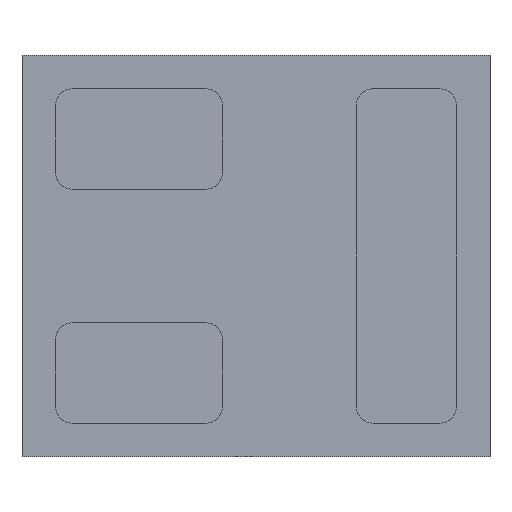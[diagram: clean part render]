
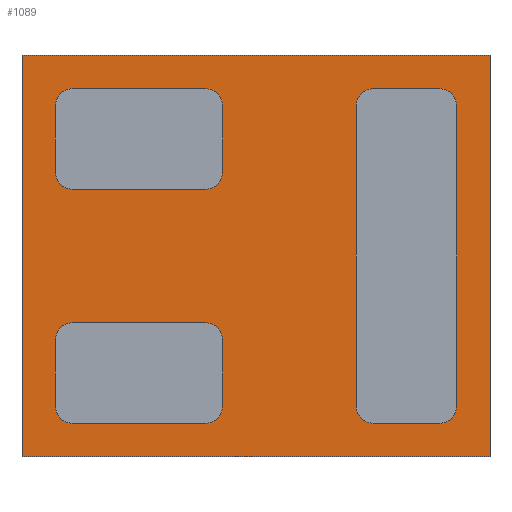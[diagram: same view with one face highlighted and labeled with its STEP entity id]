
A CAD part, front view. The second image highlights one B-rep face of the part: STEP entity #1089.
In plain terms, the highlighted planar face has unit normal (0, -1, 0).
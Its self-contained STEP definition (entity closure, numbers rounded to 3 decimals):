
#59=CIRCLE('',#1176,0.025);
#60=CIRCLE('',#1178,0.025);
#61=CIRCLE('',#1181,0.025);
#62=CIRCLE('',#1184,0.025);
#64=CIRCLE('',#1188,0.025);
#68=CIRCLE('',#1196,0.025);
#69=CIRCLE('',#1199,0.025);
#70=CIRCLE('',#1202,0.025);
#75=CIRCLE('',#1210,0.025);
#76=CIRCLE('',#1212,0.025);
#77=CIRCLE('',#1215,0.025);
#78=CIRCLE('',#1218,0.025);
#223=ORIENTED_EDGE('',*,*,#417,.T.);
#224=ORIENTED_EDGE('',*,*,#429,.T.);
#225=ORIENTED_EDGE('',*,*,#438,.T.);
#226=ORIENTED_EDGE('',*,*,#436,.T.);
#227=ORIENTED_EDGE('',*,*,#434,.T.);
#228=ORIENTED_EDGE('',*,*,#432,.T.);
#229=ORIENTED_EDGE('',*,*,#430,.T.);
#230=ORIENTED_EDGE('',*,*,#426,.T.);
#231=ORIENTED_EDGE('',*,*,#487,.F.);
#232=ORIENTED_EDGE('',*,*,#488,.F.);
#233=ORIENTED_EDGE('',*,*,#489,.F.);
#234=ORIENTED_EDGE('',*,*,#490,.F.);
#235=ORIENTED_EDGE('',*,*,#465,.T.);
#236=ORIENTED_EDGE('',*,*,#477,.T.);
#237=ORIENTED_EDGE('',*,*,#486,.T.);
#238=ORIENTED_EDGE('',*,*,#484,.T.);
#239=ORIENTED_EDGE('',*,*,#482,.T.);
#240=ORIENTED_EDGE('',*,*,#480,.T.);
#241=ORIENTED_EDGE('',*,*,#478,.T.);
#242=ORIENTED_EDGE('',*,*,#474,.T.);
#243=ORIENTED_EDGE('',*,*,#450,.F.);
#244=ORIENTED_EDGE('',*,*,#441,.F.);
#245=ORIENTED_EDGE('',*,*,#453,.F.);
#246=ORIENTED_EDGE('',*,*,#455,.F.);
#247=ORIENTED_EDGE('',*,*,#457,.F.);
#248=ORIENTED_EDGE('',*,*,#459,.F.);
#249=ORIENTED_EDGE('',*,*,#461,.F.);
#250=ORIENTED_EDGE('',*,*,#462,.F.);
#417=EDGE_CURVE('',#574,#573,#677,.T.);
#426=EDGE_CURVE('',#581,#574,#59,.T.);
#429=EDGE_CURVE('',#573,#582,#60,.T.);
#430=EDGE_CURVE('',#583,#581,#684,.T.);
#432=EDGE_CURVE('',#584,#583,#61,.T.);
#434=EDGE_CURVE('',#585,#584,#687,.T.);
#436=EDGE_CURVE('',#586,#585,#62,.T.);
#438=EDGE_CURVE('',#582,#586,#690,.T.);
#441=EDGE_CURVE('',#589,#590,#64,.F.);
#450=EDGE_CURVE('',#590,#597,#697,.T.);
#453=EDGE_CURVE('',#598,#589,#700,.T.);
#455=EDGE_CURVE('',#599,#598,#68,.F.);
#457=EDGE_CURVE('',#600,#599,#703,.T.);
#459=EDGE_CURVE('',#601,#600,#69,.F.);
#461=EDGE_CURVE('',#602,#601,#706,.T.);
#462=EDGE_CURVE('',#597,#602,#70,.F.);
#465=EDGE_CURVE('',#606,#605,#709,.T.);
#474=EDGE_CURVE('',#613,#606,#75,.T.);
#477=EDGE_CURVE('',#605,#614,#76,.T.);
#478=EDGE_CURVE('',#615,#613,#716,.T.);
#480=EDGE_CURVE('',#616,#615,#77,.T.);
#482=EDGE_CURVE('',#617,#616,#719,.T.);
#484=EDGE_CURVE('',#618,#617,#78,.T.);
#486=EDGE_CURVE('',#614,#618,#722,.T.);
#487=EDGE_CURVE('',#619,#620,#723,.T.);
#488=EDGE_CURVE('',#621,#619,#724,.T.);
#489=EDGE_CURVE('',#622,#621,#725,.T.);
#490=EDGE_CURVE('',#620,#622,#726,.T.);
#573=VERTEX_POINT('',#1624);
#574=VERTEX_POINT('',#1626);
#581=VERTEX_POINT('',#1644);
#582=VERTEX_POINT('',#1648);
#583=VERTEX_POINT('',#1652);
#584=VERTEX_POINT('',#1656);
#585=VERTEX_POINT('',#1660);
#586=VERTEX_POINT('',#1664);
#589=VERTEX_POINT('',#1673);
#590=VERTEX_POINT('',#1675);
#597=VERTEX_POINT('',#1693);
#598=VERTEX_POINT('',#1697);
#599=VERTEX_POINT('',#1701);
#600=VERTEX_POINT('',#1705);
#601=VERTEX_POINT('',#1709);
#602=VERTEX_POINT('',#1713);
#605=VERTEX_POINT('',#1722);
#606=VERTEX_POINT('',#1724);
#613=VERTEX_POINT('',#1742);
#614=VERTEX_POINT('',#1746);
#615=VERTEX_POINT('',#1750);
#616=VERTEX_POINT('',#1754);
#617=VERTEX_POINT('',#1758);
#618=VERTEX_POINT('',#1762);
#619=VERTEX_POINT('',#1768);
#620=VERTEX_POINT('',#1769);
#621=VERTEX_POINT('',#1771);
#622=VERTEX_POINT('',#1773);
#677=LINE('',#1625,#785);
#684=LINE('',#1651,#792);
#687=LINE('',#1659,#795);
#690=LINE('',#1667,#798);
#697=LINE('',#1692,#805);
#700=LINE('',#1698,#808);
#703=LINE('',#1706,#811);
#706=LINE('',#1714,#814);
#709=LINE('',#1723,#817);
#716=LINE('',#1749,#824);
#719=LINE('',#1757,#827);
#722=LINE('',#1765,#830);
#723=LINE('',#1767,#831);
#724=LINE('',#1770,#832);
#725=LINE('',#1772,#833);
#726=LINE('',#1774,#834);
#785=VECTOR('',#1288,1000.);
#792=VECTOR('',#1315,1000.);
#795=VECTOR('',#1324,1000.);
#798=VECTOR('',#1333,1000.);
#805=VECTOR('',#1356,1000.);
#808=VECTOR('',#1361,1000.);
#811=VECTOR('',#1370,1000.);
#814=VECTOR('',#1379,1000.);
#817=VECTOR('',#1388,1000.);
#824=VECTOR('',#1415,1000.);
#827=VECTOR('',#1424,1000.);
#830=VECTOR('',#1433,1000.);
#831=VECTOR('',#1436,1000.);
#832=VECTOR('',#1437,1000.);
#833=VECTOR('',#1438,1000.);
#834=VECTOR('',#1439,1000.);
#918=EDGE_LOOP('',(#223,#224,#225,#226,#227,#228,#229,#230));
#919=EDGE_LOOP('',(#231,#232,#233,#234));
#920=EDGE_LOOP('',(#235,#236,#237,#238,#239,#240,#241,#242));
#921=EDGE_LOOP('',(#243,#244,#245,#246,#247,#248,#249,#250));
#984=FACE_BOUND('',#918,.T.);
#985=FACE_BOUND('',#919,.T.);
#986=FACE_BOUND('',#920,.T.);
#987=FACE_BOUND('',#921,.T.);
#1038=PLANE('',#1220);
#1089=ADVANCED_FACE('',(#984,#985,#986,#987),#1038,.F.);
#1176=AXIS2_PLACEMENT_3D('',#1643,#1305,#1306);
#1178=AXIS2_PLACEMENT_3D('',#1649,#1311,#1312);
#1181=AXIS2_PLACEMENT_3D('',#1655,#1319,#1320);
#1184=AXIS2_PLACEMENT_3D('',#1663,#1328,#1329);
#1188=AXIS2_PLACEMENT_3D('',#1674,#1339,#1340);
#1196=AXIS2_PLACEMENT_3D('',#1702,#1365,#1366);
#1199=AXIS2_PLACEMENT_3D('',#1710,#1374,#1375);
#1202=AXIS2_PLACEMENT_3D('',#1716,#1382,#1383);
#1210=AXIS2_PLACEMENT_3D('',#1741,#1405,#1406);
#1212=AXIS2_PLACEMENT_3D('',#1747,#1411,#1412);
#1215=AXIS2_PLACEMENT_3D('',#1753,#1419,#1420);
#1218=AXIS2_PLACEMENT_3D('',#1761,#1428,#1429);
#1220=AXIS2_PLACEMENT_3D('',#1766,#1434,#1435);
#1288=DIRECTION('',(0.,0.,1.));
#1305=DIRECTION('',(0.,1.,0.));
#1306=DIRECTION('',(0.,0.,1.));
#1311=DIRECTION('',(0.,1.,0.));
#1312=DIRECTION('',(0.,0.,1.));
#1315=DIRECTION('',(-1.,0.,0.));
#1319=DIRECTION('',(0.,1.,0.));
#1320=DIRECTION('',(0.,0.,1.));
#1324=DIRECTION('',(0.,0.,-1.));
#1328=DIRECTION('',(0.,1.,0.));
#1329=DIRECTION('',(0.,0.,1.));
#1333=DIRECTION('',(1.,0.,0.));
#1339=DIRECTION('',(0.,1.,0.));
#1340=DIRECTION('',(0.,0.,1.));
#1356=DIRECTION('',(0.,0.,-1.));
#1361=DIRECTION('',(-1.,0.,0.));
#1365=DIRECTION('',(0.,1.,0.));
#1366=DIRECTION('',(0.,0.,1.));
#1370=DIRECTION('',(0.,0.,1.));
#1374=DIRECTION('',(0.,1.,0.));
#1375=DIRECTION('',(0.,0.,1.));
#1379=DIRECTION('',(1.,0.,0.));
#1382=DIRECTION('',(0.,1.,0.));
#1383=DIRECTION('',(0.,0.,1.));
#1388=DIRECTION('',(1.,0.,0.));
#1405=DIRECTION('',(0.,1.,0.));
#1406=DIRECTION('',(0.,0.,1.));
#1411=DIRECTION('',(0.,1.,0.));
#1412=DIRECTION('',(0.,0.,1.));
#1415=DIRECTION('',(0.,0.,1.));
#1419=DIRECTION('',(0.,1.,0.));
#1420=DIRECTION('',(0.,0.,1.));
#1424=DIRECTION('',(-1.,0.,0.));
#1428=DIRECTION('',(0.,1.,0.));
#1429=DIRECTION('',(0.,0.,1.));
#1433=DIRECTION('',(0.,0.,-1.));
#1434=DIRECTION('',(0.,1.,0.));
#1435=DIRECTION('',(0.,0.,1.));
#1436=DIRECTION('',(1.,0.,0.));
#1437=DIRECTION('',(0.,0.,1.));
#1438=DIRECTION('',(-1.,0.,0.));
#1439=DIRECTION('',(0.,0.,-1.));
#1624=CARTESIAN_POINT('',(-0.3,-0.225,0.225));
#1625=CARTESIAN_POINT('',(-0.3,-0.225,0.));
#1626=CARTESIAN_POINT('',(-0.3,-0.225,0.125));
#1643=CARTESIAN_POINT('',(-0.275,-0.225,0.125));
#1644=CARTESIAN_POINT('',(-0.275,-0.225,0.1));
#1648=CARTESIAN_POINT('',(-0.275,-0.225,0.25));
#1649=CARTESIAN_POINT('',(-0.275,-0.225,0.225));
#1651=CARTESIAN_POINT('',(0.,-0.225,0.1));
#1652=CARTESIAN_POINT('',(-0.075,-0.225,0.1));
#1655=CARTESIAN_POINT('',(-0.075,-0.225,0.125));
#1656=CARTESIAN_POINT('',(-0.05,-0.225,0.125));
#1659=CARTESIAN_POINT('',(-0.05,-0.225,0.));
#1660=CARTESIAN_POINT('',(-0.05,-0.225,0.225));
#1663=CARTESIAN_POINT('',(-0.075,-0.225,0.225));
#1664=CARTESIAN_POINT('',(-0.075,-0.225,0.25));
#1667=CARTESIAN_POINT('',(0.,-0.225,0.25));
#1673=CARTESIAN_POINT('',(-0.275,-0.225,-0.1));
#1674=CARTESIAN_POINT('',(-0.275,-0.225,-0.125));
#1675=CARTESIAN_POINT('',(-0.3,-0.225,-0.125));
#1692=CARTESIAN_POINT('',(-0.3,-0.225,0.));
#1693=CARTESIAN_POINT('',(-0.3,-0.225,-0.225));
#1697=CARTESIAN_POINT('',(-0.075,-0.225,-0.1));
#1698=CARTESIAN_POINT('',(0.,-0.225,-0.1));
#1701=CARTESIAN_POINT('',(-0.05,-0.225,-0.125));
#1702=CARTESIAN_POINT('',(-0.075,-0.225,-0.125));
#1705=CARTESIAN_POINT('',(-0.05,-0.225,-0.225));
#1706=CARTESIAN_POINT('',(-0.05,-0.225,0.));
#1709=CARTESIAN_POINT('',(-0.075,-0.225,-0.25));
#1710=CARTESIAN_POINT('',(-0.075,-0.225,-0.225));
#1713=CARTESIAN_POINT('',(-0.275,-0.225,-0.25));
#1714=CARTESIAN_POINT('',(0.,-0.225,-0.25));
#1716=CARTESIAN_POINT('',(-0.275,-0.225,-0.225));
#1722=CARTESIAN_POINT('',(0.275,-0.225,0.25));
#1723=CARTESIAN_POINT('',(0.,-0.225,0.25));
#1724=CARTESIAN_POINT('',(0.175,-0.225,0.25));
#1741=CARTESIAN_POINT('',(0.175,-0.225,0.225));
#1742=CARTESIAN_POINT('',(0.15,-0.225,0.225));
#1746=CARTESIAN_POINT('',(0.3,-0.225,0.225));
#1747=CARTESIAN_POINT('',(0.275,-0.225,0.225));
#1749=CARTESIAN_POINT('',(0.15,-0.225,0.));
#1750=CARTESIAN_POINT('',(0.15,-0.225,-0.225));
#1753=CARTESIAN_POINT('',(0.175,-0.225,-0.225));
#1754=CARTESIAN_POINT('',(0.175,-0.225,-0.25));
#1757=CARTESIAN_POINT('',(0.,-0.225,-0.25));
#1758=CARTESIAN_POINT('',(0.275,-0.225,-0.25));
#1761=CARTESIAN_POINT('',(0.275,-0.225,-0.225));
#1762=CARTESIAN_POINT('',(0.3,-0.225,-0.225));
#1765=CARTESIAN_POINT('',(0.3,-0.225,0.));
#1766=CARTESIAN_POINT('',(0.,-0.225,0.));
#1767=CARTESIAN_POINT('',(-0.35,-0.225,0.3));
#1768=CARTESIAN_POINT('',(-0.35,-0.225,0.3));
#1769=CARTESIAN_POINT('',(0.35,-0.225,0.3));
#1770=CARTESIAN_POINT('',(-0.35,-0.225,-0.3));
#1771=CARTESIAN_POINT('',(-0.35,-0.225,-0.3));
#1772=CARTESIAN_POINT('',(0.35,-0.225,-0.3));
#1773=CARTESIAN_POINT('',(0.35,-0.225,-0.3));
#1774=CARTESIAN_POINT('',(0.35,-0.225,0.3));
